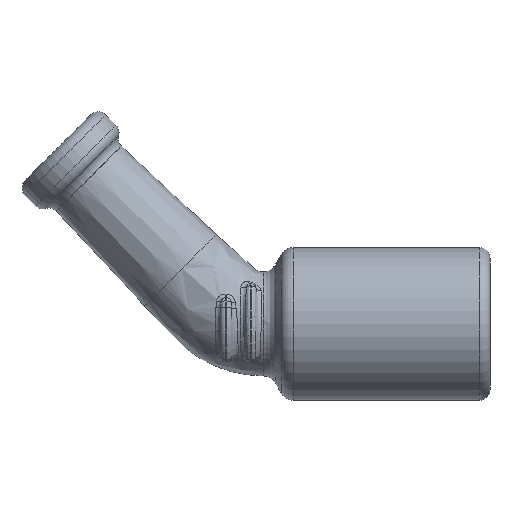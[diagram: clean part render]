
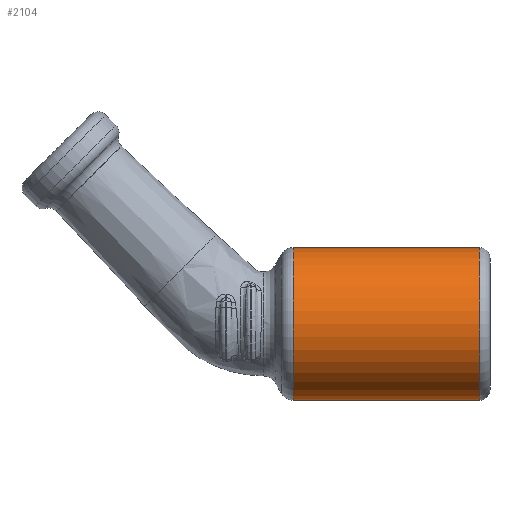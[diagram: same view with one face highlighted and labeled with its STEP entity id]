
A CAD part, front view. The second image highlights one B-rep face of the part: STEP entity #2104.
In plain terms, the highlighted cylindrical face has radius 11.176 mm (diameter 22.352 mm), a partial arc.
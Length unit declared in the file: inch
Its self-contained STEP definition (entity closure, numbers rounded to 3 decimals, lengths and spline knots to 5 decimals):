
#54 = EDGE_CURVE ( 'NONE', #6510, #424, #6633, .T. ) ;
#146 = AXIS2_PLACEMENT_3D ( 'NONE', #1753, #4314, #6897 ) ;
#178 = VECTOR ( 'NONE', #3423, 39.37008 ) ;
#386 = CARTESIAN_POINT ( 'NONE',  ( -1.13539, 0., 0. ) ) ;
#424 = VERTEX_POINT ( 'NONE', #6999 ) ;
#863 = CARTESIAN_POINT ( 'NONE',  ( 0.1043, 0., 0.44 ) ) ;
#1061 = VERTEX_POINT ( 'NONE', #3200 ) ;
#1285 = EDGE_CURVE ( 'NONE', #6397, #424, #5634, .T. ) ;
#1517 = CARTESIAN_POINT ( 'NONE',  ( 0.1043, 0., 0. ) ) ;
#1753 = CARTESIAN_POINT ( 'NONE',  ( -0.06, 0., 0. ) ) ;
#2020 = AXIS2_PLACEMENT_3D ( 'NONE', #386, #5098, #7679 ) ;
#2104 = ADVANCED_FACE ( 'NONE', ( #4699 ), #7285, .T. ) ;
#2225 = CARTESIAN_POINT ( 'NONE',  ( -1.13539, 0., -0.44 ) ) ;
#3058 = CARTESIAN_POINT ( 'NONE',  ( 0.1043, 0., -0.44 ) ) ;
#3200 = CARTESIAN_POINT ( 'NONE',  ( -0.06, 0., -0.44 ) ) ;
#3423 = DIRECTION ( 'NONE',  ( -1., 0., 0. ) ) ;
#3728 = EDGE_LOOP ( 'NONE', ( #3729, #7203, #6379, #6032 ) ) ;
#3729 = ORIENTED_EDGE ( 'NONE', *, *, #5551, .F. ) ;
#3736 = EDGE_CURVE ( 'NONE', #1061, #6510, #3764, .T. ) ;
#3764 = CIRCLE ( 'NONE', #146, 0.44 ) ;
#4079 = DIRECTION ( 'NONE',  ( -1., 0., 0. ) ) ;
#4314 = DIRECTION ( 'NONE',  ( -1., 0., 0. ) ) ;
#4326 = VECTOR ( 'NONE', #5619, 39.37008 ) ;
#4699 = FACE_OUTER_BOUND ( 'NONE', #3728, .T. ) ;
#5098 = DIRECTION ( 'NONE',  ( -1., 0., 0. ) ) ;
#5551 = EDGE_CURVE ( 'NONE', #1061, #6397, #6908, .T. ) ;
#5619 = DIRECTION ( 'NONE',  ( -1., 0., 0. ) ) ;
#5634 = CIRCLE ( 'NONE', #2020, 0.44 ) ;
#6032 = ORIENTED_EDGE ( 'NONE', *, *, #1285, .F. ) ;
#6379 = ORIENTED_EDGE ( 'NONE', *, *, #54, .T. ) ;
#6397 = VERTEX_POINT ( 'NONE', #2225 ) ;
#6510 = VERTEX_POINT ( 'NONE', #8273 ) ;
#6633 = LINE ( 'NONE', #863, #178 ) ;
#6648 = DIRECTION ( 'NONE',  ( 0., 0., 1. ) ) ;
#6897 = DIRECTION ( 'NONE',  ( 0., 0., 1. ) ) ;
#6908 = LINE ( 'NONE', #3058, #4326 ) ;
#6999 = CARTESIAN_POINT ( 'NONE',  ( -1.13539, 0., 0.44 ) ) ;
#7203 = ORIENTED_EDGE ( 'NONE', *, *, #3736, .T. ) ;
#7285 = CYLINDRICAL_SURFACE ( 'NONE', #7541, 0.44 ) ;
#7541 = AXIS2_PLACEMENT_3D ( 'NONE', #1517, #4079, #6648 ) ;
#7679 = DIRECTION ( 'NONE',  ( 0., 0., 1. ) ) ;
#8273 = CARTESIAN_POINT ( 'NONE',  ( -0.06, 0., 0.44 ) ) ;
